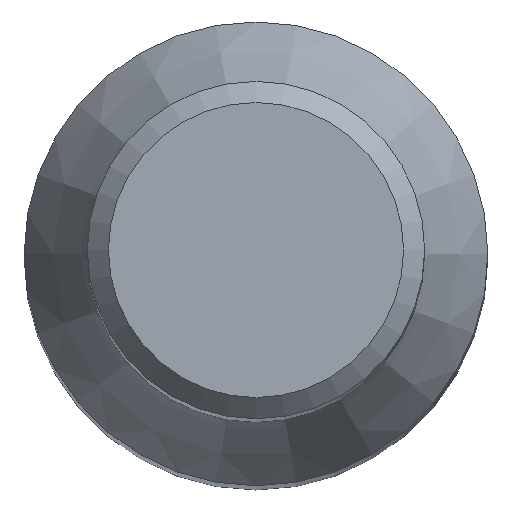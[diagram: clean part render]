
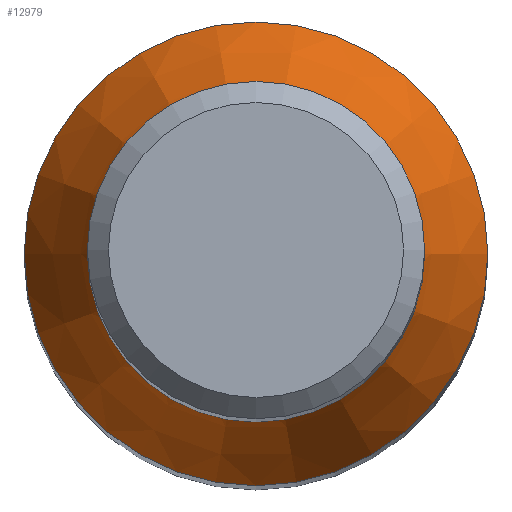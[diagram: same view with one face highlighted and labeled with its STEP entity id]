
A CAD part, top view. The second image highlights one B-rep face of the part: STEP entity #12979.
In plain terms, the highlighted conical face has half-angle 26.565 degrees and reference radius 5.5 mm.
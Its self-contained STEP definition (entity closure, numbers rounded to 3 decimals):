
#335 = ORIENTED_EDGE ( 'NONE', *, *, #10401, .F. ) ;
#593 = VERTEX_POINT ( 'NONE', #8802 ) ;
#964 = DIRECTION ( 'NONE',  ( 0., 0., -1. ) ) ;
#1060 = DIRECTION ( 'NONE',  ( 0., 0., -1. ) ) ;
#1076 = DIRECTION ( 'NONE',  ( 0., 0., -1. ) ) ;
#1378 = EDGE_CURVE ( 'NONE', #13491, #13491, #8848, .T. ) ;
#2152 = CARTESIAN_POINT ( 'NONE',  ( 0., 0., 58. ) ) ;
#3185 = EDGE_LOOP ( 'NONE', ( #11724 ) ) ;
#3623 = CONICAL_SURFACE ( 'NONE', #13222, 5.5, 0.464 ) ;
#3988 = AXIS2_PLACEMENT_3D ( 'NONE', #11751, #1060, #5361 ) ;
#4441 = AXIS2_PLACEMENT_3D ( 'NONE', #7397, #964, #8463 ) ;
#5361 = DIRECTION ( 'NONE',  ( -1., 0., 0. ) ) ;
#6352 = CIRCLE ( 'NONE', #4441, 5.5 ) ;
#7397 = CARTESIAN_POINT ( 'NONE',  ( 0., 0., 58. ) ) ;
#8463 = DIRECTION ( 'NONE',  ( -1., 0., 0. ) ) ;
#8486 = FACE_OUTER_BOUND ( 'NONE', #11563, .T. ) ;
#8802 = CARTESIAN_POINT ( 'NONE',  ( -5.5, 0., 58. ) ) ;
#8848 = CIRCLE ( 'NONE', #3988, 3.5 ) ;
#9974 = DIRECTION ( 'NONE',  ( -1., 0., 0. ) ) ;
#10401 = EDGE_CURVE ( 'NONE', #593, #593, #6352, .T. ) ;
#11563 = EDGE_LOOP ( 'NONE', ( #335 ) ) ;
#11724 = ORIENTED_EDGE ( 'NONE', *, *, #1378, .T. ) ;
#11751 = CARTESIAN_POINT ( 'NONE',  ( 0., 0., 62. ) ) ;
#12503 = FACE_BOUND ( 'NONE', #3185, .T. ) ;
#12805 = CARTESIAN_POINT ( 'NONE',  ( -3.5, 0., 62. ) ) ;
#12979 = ADVANCED_FACE ( 'NONE', ( #12503, #8486 ), #3623, .T. ) ;
#13222 = AXIS2_PLACEMENT_3D ( 'NONE', #2152, #1076, #9974 ) ;
#13491 = VERTEX_POINT ( 'NONE', #12805 ) ;
